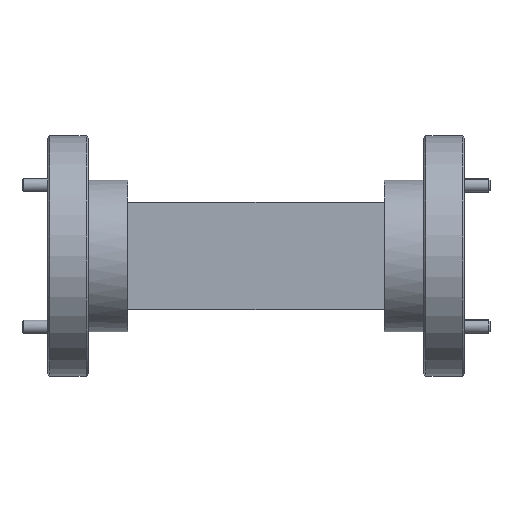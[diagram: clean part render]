
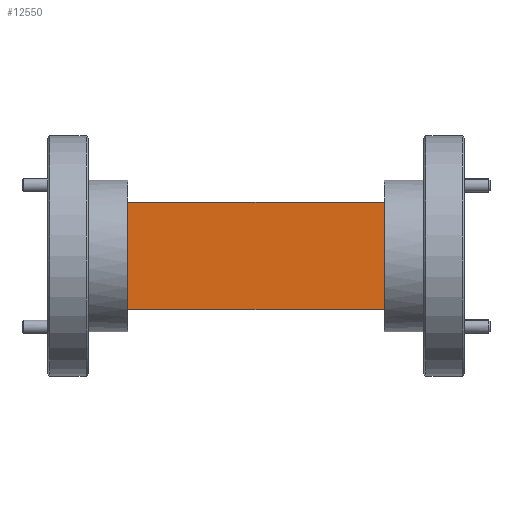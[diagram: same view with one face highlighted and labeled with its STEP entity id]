
A CAD part, top view. The second image highlights one B-rep face of the part: STEP entity #12550.
In plain terms, the highlighted planar face has unit normal (0, 0, 1).
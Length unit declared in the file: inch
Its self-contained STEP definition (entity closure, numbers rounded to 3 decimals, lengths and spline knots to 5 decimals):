
#699 = PLANE ( 'NONE',  #1551 ) ;
#1115 = ORIENTED_EDGE ( 'NONE', *, *, #9751, .T. ) ;
#1397 = VERTEX_POINT ( 'NONE', #10284 ) ;
#1551 = AXIS2_PLACEMENT_3D ( 'NONE', #12625, #5467, #6790 ) ;
#1647 = VERTEX_POINT ( 'NONE', #14467 ) ;
#1815 = DIRECTION ( 'NONE',  ( 0., -1., 0. ) ) ;
#2039 = ORIENTED_EDGE ( 'NONE', *, *, #7607, .F. ) ;
#2247 = EDGE_LOOP ( 'NONE', ( #1115, #4503, #2039, #3034 ) ) ;
#2423 = DIRECTION ( 'NONE',  ( 0., -1., 0. ) ) ;
#2790 = DIRECTION ( 'NONE',  ( 1., 0., 0. ) ) ;
#2829 = VECTOR ( 'NONE', #2790, 39.37008 ) ;
#3034 = ORIENTED_EDGE ( 'NONE', *, *, #7578, .T. ) ;
#3462 = CARTESIAN_POINT ( 'NONE',  ( 0.6, 0.5, 0.6 ) ) ;
#4503 = ORIENTED_EDGE ( 'NONE', *, *, #4949, .F. ) ;
#4699 = VECTOR ( 'NONE', #1815, 39.37008 ) ;
#4949 = EDGE_CURVE ( 'NONE', #7163, #1647, #6657, .T. ) ;
#5467 = DIRECTION ( 'NONE',  ( 0., 0., -1. ) ) ;
#5780 = FACE_OUTER_BOUND ( 'NONE', #2247, .T. ) ;
#5866 = CARTESIAN_POINT ( 'NONE',  ( -0.6, 0.5, 0.6 ) ) ;
#6657 = LINE ( 'NONE', #10165, #4699 ) ;
#6790 = DIRECTION ( 'NONE',  ( -1., 0., 0. ) ) ;
#7163 = VERTEX_POINT ( 'NONE', #3462 ) ;
#7578 = EDGE_CURVE ( 'NONE', #8401, #1397, #8350, .T. ) ;
#7607 = EDGE_CURVE ( 'NONE', #8401, #7163, #14184, .T. ) ;
#8350 = LINE ( 'NONE', #5866, #10982 ) ;
#8401 = VERTEX_POINT ( 'NONE', #12958 ) ;
#9293 = DIRECTION ( 'NONE',  ( 1., 0., 0. ) ) ;
#9496 = VECTOR ( 'NONE', #9293, 39.37008 ) ;
#9751 = EDGE_CURVE ( 'NONE', #1397, #1647, #14468, .T. ) ;
#9892 = CARTESIAN_POINT ( 'NONE',  ( 0.6, 0., 0.6 ) ) ;
#10165 = CARTESIAN_POINT ( 'NONE',  ( 0.6, 0.5, 0.6 ) ) ;
#10284 = CARTESIAN_POINT ( 'NONE',  ( -0.6, 0., 0.6 ) ) ;
#10771 = CARTESIAN_POINT ( 'NONE',  ( 0.6, 0.5, 0.6 ) ) ;
#10982 = VECTOR ( 'NONE', #2423, 39.37008 ) ;
#12550 = ADVANCED_FACE ( 'NONE', ( #5780 ), #699, .F. ) ;
#12625 = CARTESIAN_POINT ( 'NONE',  ( 0.6, 0.5, 0.6 ) ) ;
#12958 = CARTESIAN_POINT ( 'NONE',  ( -0.6, 0.5, 0.6 ) ) ;
#14184 = LINE ( 'NONE', #10771, #9496 ) ;
#14467 = CARTESIAN_POINT ( 'NONE',  ( 0.6, 0., 0.6 ) ) ;
#14468 = LINE ( 'NONE', #9892, #2829 ) ;
